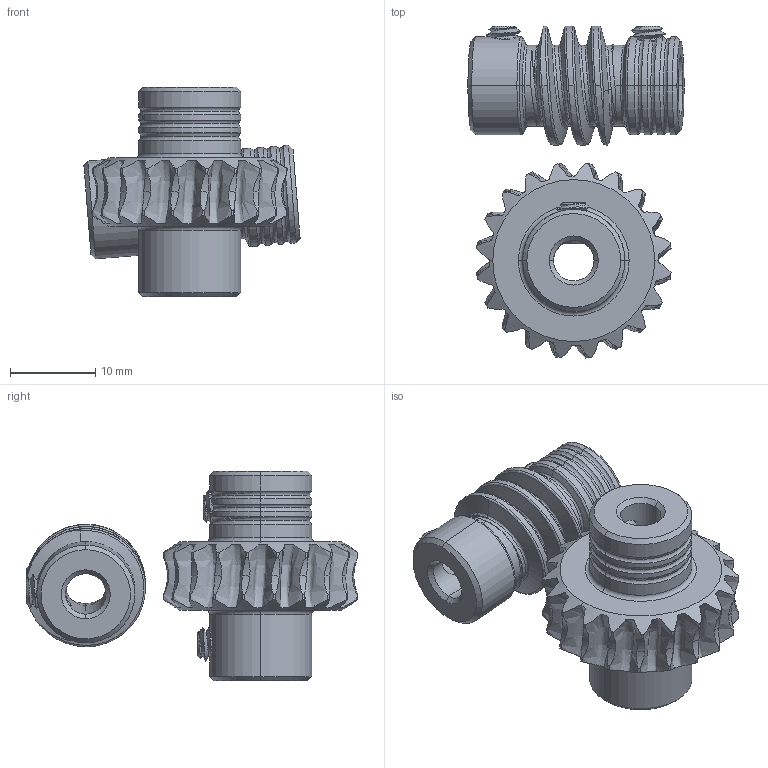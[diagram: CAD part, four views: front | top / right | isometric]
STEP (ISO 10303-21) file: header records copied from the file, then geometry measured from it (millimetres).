
FILE_DESCRIPTION(/* description */ (''),/* implementation_level */ '2;1');
FILE_NAME(/* name */ 'Tetrix_739901.iam.stp',/* time_stamp */ '2014-12-18T17:49:50-08:00',/* author */ ('Autodesk Inc.'),/* organization */ ('Autodesk Inc.'),/* preprocessor_version */ 'ST-DEVELOPER v15.6',/* originating_system */ 'Autodesk Inventor 2015',/* authorisation */ '');
FILE_SCHEMA (('AUTOMOTIVE_DESIGN { 1 0 10303 214 3 1 1 }'));
Length unit declared in the file: inch
Products named in the file (5): Tetrix_739901_Gear; Tetrix_739901_Screw1; Tetrix_739901_Worm; Tetrix_739901_Screw2; Tetrix_739901
Assembly tree (6 placements, depth 2):
  Tetrix_739901
    Tetrix_739901_Gear
    Tetrix_739901_Screw1  x2
    Tetrix_739901_Worm
    Tetrix_739901_Screw2  x2
Bounding box: 25.35 x 38.94 x 24.6 mm (x, y, z)
Volume: 5869.9 mm3; surface area: 4791.5 mm2
Topology: 6 solids, 6 shells, 343 faces, 902 edges, 571 vertices
Faces by surface type: cylinder 119, torus 88, cone 57, plane 44, bspline 35
Entity records: 30225 total; most frequent: CARTESIAN_POINT 23514, ORIENTED_EDGE 1520, DIRECTION 1232, EDGE_CURVE 760, AXIS2_PLACEMENT_3D 550, VERTEX_POINT 481, EDGE_LOOP 307, B_SPLINE_CURVE_WITH_KNOTS 303
